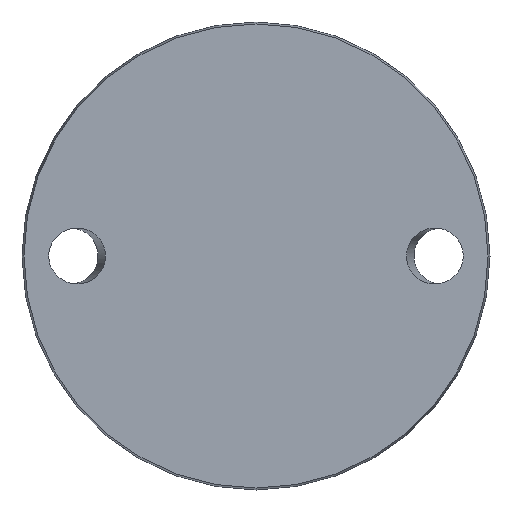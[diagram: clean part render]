
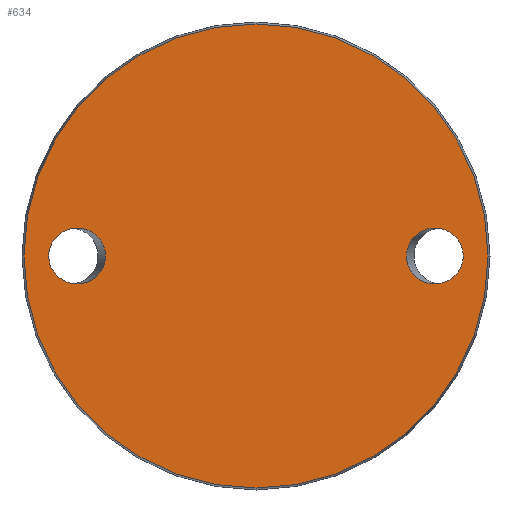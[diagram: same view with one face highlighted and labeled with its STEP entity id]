
A CAD part, front view. The second image highlights one B-rep face of the part: STEP entity #634.
In plain terms, the highlighted planar face has unit normal (0, -1, 0).
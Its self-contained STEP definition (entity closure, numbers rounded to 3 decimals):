
#17 = CIRCLE ( 'NONE', #142, 68.425 ) ;
#29 = VERTEX_POINT ( 'NONE', #257 ) ;
#67 = CARTESIAN_POINT ( 'NONE',  ( 61.115, 0., -16.5 ) ) ;
#138 = CARTESIAN_POINT ( 'NONE',  ( 44.385, 0., 0. ) ) ;
#142 = AXIS2_PLACEMENT_3D ( 'NONE', #840, #400, #618 ) ;
#144 = CARTESIAN_POINT ( 'NONE',  ( 61.115, 0., 16.5 ) ) ;
#146 = ORIENTED_EDGE ( 'NONE', *, *, #787, .T. ) ;
#180 =( BOUNDED_CURVE ( )  B_SPLINE_CURVE ( 3, ( #854, #381, #691, #983, #599, #996, #302 ),
 .UNSPECIFIED., .T., .F. ) 
 B_SPLINE_CURVE_WITH_KNOTS ( ( 4, 3, 4 ),
 ( 0., 3.142, 6.283 ),
 .UNSPECIFIED. ) 
 CURVE ( )  GEOMETRIC_REPRESENTATION_ITEM ( )  RATIONAL_B_SPLINE_CURVE ( ( 1., 0.333, 0.333, 1., 0.333, 0.333, 1. ) ) 
 REPRESENTATION_ITEM ( '' )  );
#231 = CARTESIAN_POINT ( 'NONE',  ( 44.385, 0., 0. ) ) ;
#237 = ORIENTED_EDGE ( 'NONE', *, *, #339, .F. ) ;
#257 = CARTESIAN_POINT ( 'NONE',  ( -61.115, 0., 0. ) ) ;
#302 = CARTESIAN_POINT ( 'NONE',  ( -61.115, 0., 0. ) ) ;
#305 = EDGE_LOOP ( 'NONE', ( #146 ) ) ;
#307 = AXIS2_PLACEMENT_3D ( 'NONE', #906, #516, #520 ) ;
#339 = EDGE_CURVE ( 'NONE', #651, #651, #850, .T. ) ;
#348 = CARTESIAN_POINT ( 'NONE',  ( 44.385, 0., 0. ) ) ;
#349 = EDGE_CURVE ( 'NONE', #29, #29, #180, .T. ) ;
#381 = CARTESIAN_POINT ( 'NONE',  ( -61.115, 0., 16.5 ) ) ;
#386 = CARTESIAN_POINT ( 'NONE',  ( 44.385, 0., 16.5 ) ) ;
#400 = DIRECTION ( 'NONE',  ( 0., -1., 0. ) ) ;
#413 = EDGE_LOOP ( 'NONE', ( #237 ) ) ;
#516 = DIRECTION ( 'NONE',  ( 0., 1., 0. ) ) ;
#520 = DIRECTION ( 'NONE',  ( 0., 0., 1. ) ) ;
#590 = EDGE_LOOP ( 'NONE', ( #606 ) ) ;
#599 = CARTESIAN_POINT ( 'NONE',  ( -44.385, 0., -16.5 ) ) ;
#606 = ORIENTED_EDGE ( 'NONE', *, *, #349, .T. ) ;
#618 = DIRECTION ( 'NONE',  ( 0., 0., -1. ) ) ;
#634 = ADVANCED_FACE ( 'NONE', ( #725, #751, #982 ), #985, .F. ) ;
#643 = VERTEX_POINT ( 'NONE', #797 ) ;
#651 = VERTEX_POINT ( 'NONE', #348 ) ;
#691 = CARTESIAN_POINT ( 'NONE',  ( -44.385, 0., 16.5 ) ) ;
#725 = FACE_BOUND ( 'NONE', #590, .T. ) ;
#751 = FACE_BOUND ( 'NONE', #413, .T. ) ;
#787 = EDGE_CURVE ( 'NONE', #643, #643, #17, .T. ) ;
#797 = CARTESIAN_POINT ( 'NONE',  ( 0., 0., -68.425 ) ) ;
#840 = CARTESIAN_POINT ( 'NONE',  ( 0., 0., 0. ) ) ;
#850 =( BOUNDED_CURVE ( )  B_SPLINE_CURVE ( 3, ( #138, #908, #67, #987, #144, #386, #231 ),
 .UNSPECIFIED., .T., .F. ) 
 B_SPLINE_CURVE_WITH_KNOTS ( ( 4, 3, 4 ),
 ( 0., 3.142, 6.283 ),
 .UNSPECIFIED. ) 
 CURVE ( )  GEOMETRIC_REPRESENTATION_ITEM ( )  RATIONAL_B_SPLINE_CURVE ( ( 1., 0.333, 0.333, 1., 0.333, 0.333, 1. ) ) 
 REPRESENTATION_ITEM ( '' )  );
#854 = CARTESIAN_POINT ( 'NONE',  ( -61.115, 0., 0. ) ) ;
#906 = CARTESIAN_POINT ( 'NONE',  ( -68.425, 0., 0. ) ) ;
#908 = CARTESIAN_POINT ( 'NONE',  ( 44.385, 0., -16.5 ) ) ;
#982 = FACE_OUTER_BOUND ( 'NONE', #305, .T. ) ;
#983 = CARTESIAN_POINT ( 'NONE',  ( -44.385, 0., 0. ) ) ;
#985 = PLANE ( 'NONE',  #307 ) ;
#987 = CARTESIAN_POINT ( 'NONE',  ( 61.115, 0., 0. ) ) ;
#996 = CARTESIAN_POINT ( 'NONE',  ( -61.115, 0., -16.5 ) ) ;
